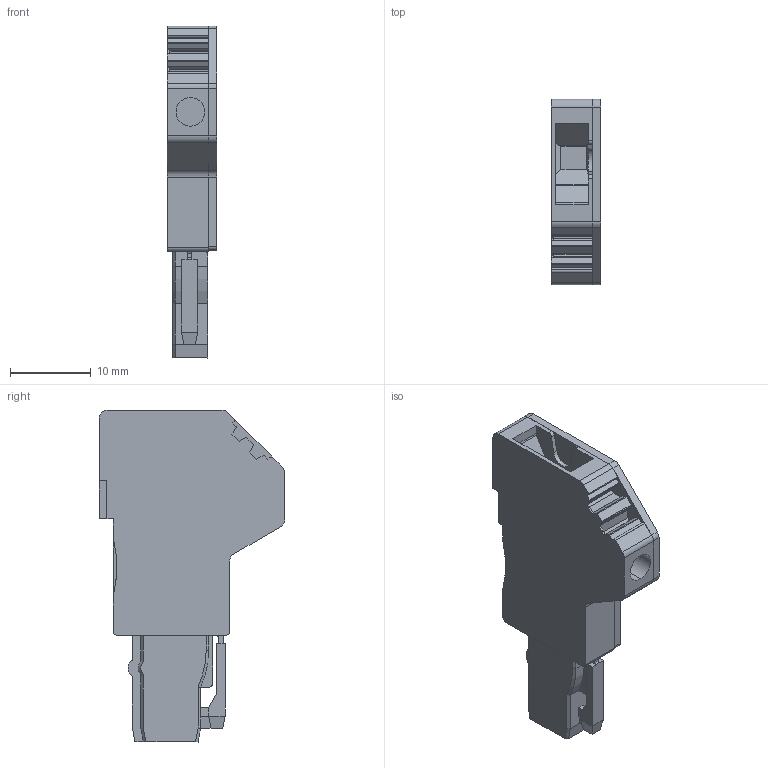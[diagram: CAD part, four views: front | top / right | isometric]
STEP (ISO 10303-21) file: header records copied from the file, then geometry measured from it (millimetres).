
FILE_DESCRIPTION(('CATIA V5 STEP Exchange','CAx-IF Rec.Pracs.--- Model Styling and Organization---1.4--- 2014-01-23'),'2;1');
FILE_NAME ('010894-4_0', '2021-06-03T11:50:51+00:00', ('none'), ('Weidmueller'), 'CATIA Version 5-6 Release 2016 SP3 HF44', 'CATIA V5 STEP AP214', 'none');
FILE_SCHEMA(('AUTOMOTIVE_DESIGN { 1 0 10303 214 1 1 1 1 }'));
Length unit declared in the file: millimetre
Products named in the file (1): WP2.5/1AN_AllCATPart
Bounding box: 6.1 x 22.9 x 41 mm (x, y, z)
Volume: 3113 mm3; surface area: 3462.5 mm2
Topology: 2 solids, 2 shells, 220 faces, 633 edges, 419 vertices
Faces by surface type: plane 159, cylinder 57, cone 4
Entity records: 7001 total; most frequent: CARTESIAN_POINT 1279, ORIENTED_EDGE 1266, DIRECTION 1032, EDGE_CURVE 633, VECTOR 505, LINE 505, VERTEX_POINT 419, AXIS2_PLACEMENT_3D 323
